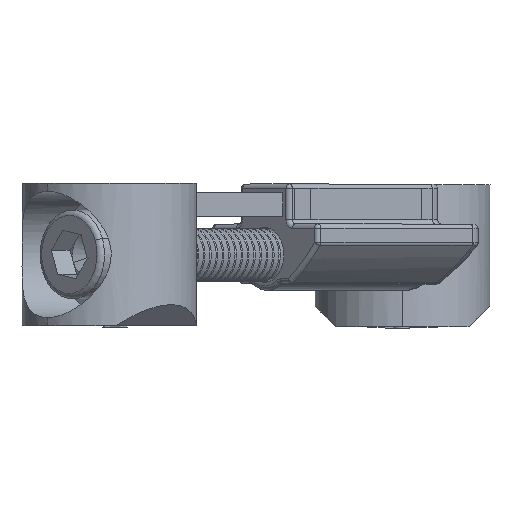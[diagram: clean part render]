
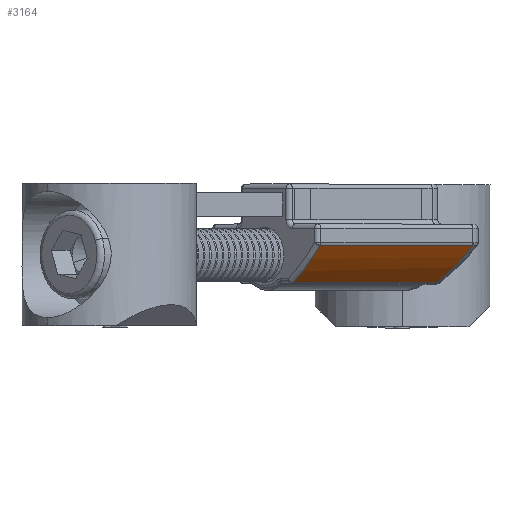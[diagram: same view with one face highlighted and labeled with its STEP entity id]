
A CAD part, top view. The second image highlights one B-rep face of the part: STEP entity #3164.
In plain terms, the highlighted cylindrical face has radius 24.5 mm (diameter 49 mm), a partial arc.
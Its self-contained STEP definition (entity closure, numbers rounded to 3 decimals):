
#197 = LINE ( 'NONE', #4051, #10851 ) ;
#324 = ORIENTED_EDGE ( 'NONE', *, *, #7449, .T. ) ;
#485 = ORIENTED_EDGE ( 'NONE', *, *, #7217, .T. ) ;
#827 = CYLINDRICAL_SURFACE ( 'NONE', #2986, 24.5 ) ;
#1591 = LINE ( 'NONE', #7582, #3679 ) ;
#1672 = CARTESIAN_POINT ( 'NONE',  ( 7.869, -6.121, 3.999 ) ) ;
#2092 = VERTEX_POINT ( 'NONE', #4828 ) ;
#2209 = CARTESIAN_POINT ( 'NONE',  ( 7.668, 9.096, -22.954 ) ) ;
#2770 = VERTEX_POINT ( 'NONE', #3348 ) ;
#2986 = AXIS2_PLACEMENT_3D ( 'NONE', #2209, #10143, #6638 ) ;
#3164 = ADVANCED_FACE ( 'NONE', ( #10501 ), #827, .T. ) ;
#3321 = CARTESIAN_POINT ( 'NONE',  ( 5.325, -9.098, 2.764 ) ) ;
#3348 = CARTESIAN_POINT ( 'NONE',  ( 7.927, -6.129, 3.932 ) ) ;
#3425 = VERTEX_POINT ( 'NONE', #4366 ) ;
#3541 = VERTEX_POINT ( 'NONE', #8827 ) ;
#3679 = VECTOR ( 'NONE', #6662, 1000. ) ;
#3954 = B_SPLINE_CURVE_WITH_KNOTS ( 'NONE', 3,
 ( #11322, #5189, #1672, #7823 ),
 .UNSPECIFIED., .F., .F.,
 ( 4, 4 ),
 ( 0., 0. ),
 .UNSPECIFIED. ) ;
#4051 = CARTESIAN_POINT ( 'NONE',  ( 21.245, -6.121, -9.377 ) ) ;
#4366 = CARTESIAN_POINT ( 'NONE',  ( -12.278, -10.318, 18.127 ) ) ;
#4828 = CARTESIAN_POINT ( 'NONE',  ( 7.838, -6.121, 4.03 ) ) ;
#5085 = CARTESIAN_POINT ( 'NONE',  ( 6.714, -7.695, 3.388 ) ) ;
#5189 = CARTESIAN_POINT ( 'NONE',  ( 7.899, -6.124, 3.966 ) ) ;
#5324 = CARTESIAN_POINT ( 'NONE',  ( -22.846, 9.096, 7.56 ) ) ;
#5752 = ORIENTED_EDGE ( 'NONE', *, *, #8020, .T. ) ;
#5802 = DIRECTION ( 'NONE',  ( -0.707, 0., 0.707 ) ) ;
#5806 = AXIS2_PLACEMENT_3D ( 'NONE', #5324, #11276, #6208 ) ;
#6208 = DIRECTION ( 'NONE',  ( -0.707, 0., -0.707 ) ) ;
#6638 = DIRECTION ( 'NONE',  ( 0.707, 0., 0.707 ) ) ;
#6649 = EDGE_CURVE ( 'NONE', #2092, #11234, #197, .T. ) ;
#6662 = DIRECTION ( 'NONE',  ( 0.707, 0., -0.707 ) ) ;
#6857 = EDGE_CURVE ( 'NONE', #11234, #3425, #8609, .T. ) ;
#7217 = EDGE_CURVE ( 'NONE', #3425, #3541, #1591, .T. ) ;
#7449 = EDGE_CURVE ( 'NONE', #3541, #2770, #8989, .T. ) ;
#7582 = CARTESIAN_POINT ( 'NONE',  ( 18.235, -10.318, -12.387 ) ) ;
#7823 = CARTESIAN_POINT ( 'NONE',  ( 7.838, -6.121, 4.03 ) ) ;
#8020 = EDGE_CURVE ( 'NONE', #2770, #2092, #3954, .T. ) ;
#8609 = CIRCLE ( 'NONE', #5806, 24.5 ) ;
#8827 = CARTESIAN_POINT ( 'NONE',  ( 3.778, -10.318, 2.07 ) ) ;
#8989 =( BOUNDED_CURVE ( )  B_SPLINE_CURVE ( 3, ( #9458, #3321, #5085, #11216 ),
 .UNSPECIFIED., .F., .F. ) 
 B_SPLINE_CURVE_WITH_KNOTS ( ( 4, 4 ),
 ( 2.227, 2.471 ),
 .UNSPECIFIED. ) 
 CURVE ( )  GEOMETRIC_REPRESENTATION_ITEM ( )  RATIONAL_B_SPLINE_CURVE ( ( 1., 0.995, 0.995, 1. ) ) 
 REPRESENTATION_ITEM ( '' )  );
#9458 = CARTESIAN_POINT ( 'NONE',  ( 3.778, -10.318, 2.07 ) ) ;
#9955 = CARTESIAN_POINT ( 'NONE',  ( -9.269, -6.121, 21.137 ) ) ;
#10143 = DIRECTION ( 'NONE',  ( -0.707, 0., 0.707 ) ) ;
#10501 = FACE_OUTER_BOUND ( 'NONE', #10862, .T. ) ;
#10851 = VECTOR ( 'NONE', #5802, 1000. ) ;
#10862 = EDGE_LOOP ( 'NONE', ( #11350, #11114, #485, #324, #5752 ) ) ;
#11114 = ORIENTED_EDGE ( 'NONE', *, *, #6857, .T. ) ;
#11216 = CARTESIAN_POINT ( 'NONE',  ( 7.927, -6.129, 3.932 ) ) ;
#11234 = VERTEX_POINT ( 'NONE', #9955 ) ;
#11276 = DIRECTION ( 'NONE',  ( 0.707, 0., -0.707 ) ) ;
#11322 = CARTESIAN_POINT ( 'NONE',  ( 7.927, -6.129, 3.932 ) ) ;
#11350 = ORIENTED_EDGE ( 'NONE', *, *, #6649, .T. ) ;
